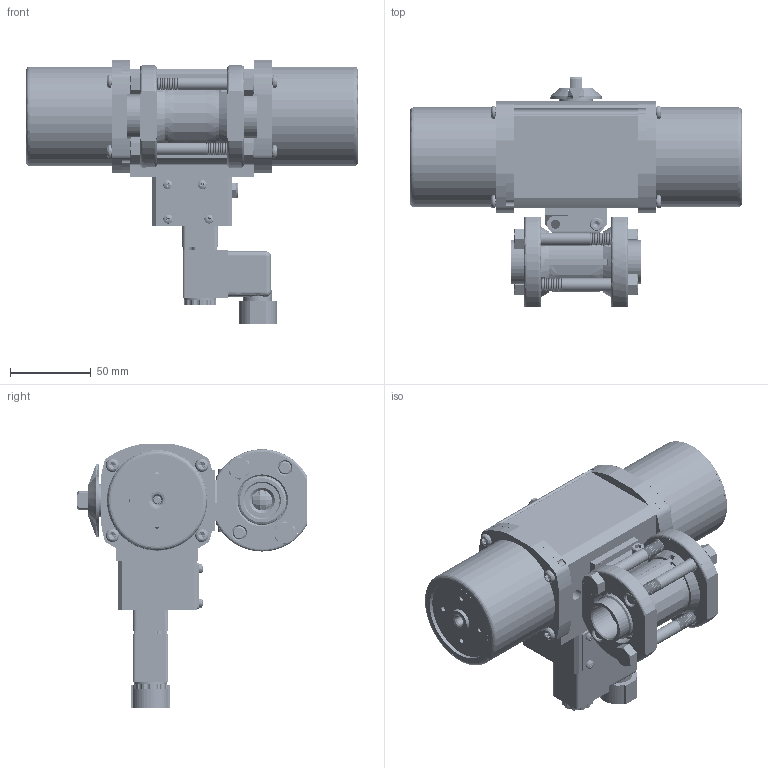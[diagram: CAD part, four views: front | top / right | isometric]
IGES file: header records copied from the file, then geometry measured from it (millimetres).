
Start section: SolidWorks IGES file using analytic representation for surfaces
Global section: file name: 25XXSWSA512SR3GPDC.igs; native system: SolidWorks 2017; preprocessor: SolidWorks 2017; author: ryanm; date: 180612.133621; units: inch
Bounding box: 206.12 x 142.33 x 163.7 mm (x, y, z)
Surface area: 284797.9 mm2 (no closed solid volume)
Topology: 0 solids, 0 shells, 5751 faces, 85539 edges, 85400 vertices
Faces by surface type: revolution 4656, bspline 1095
